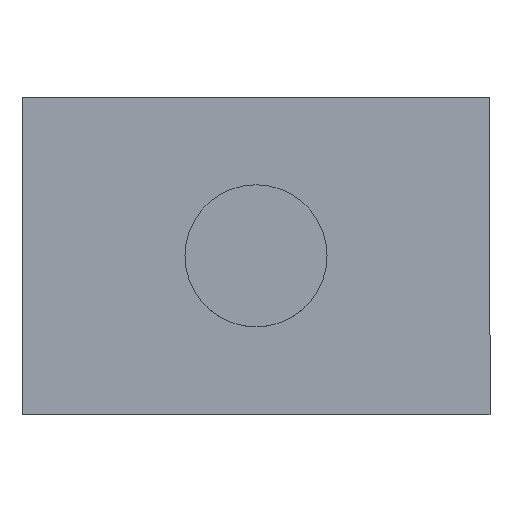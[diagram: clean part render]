
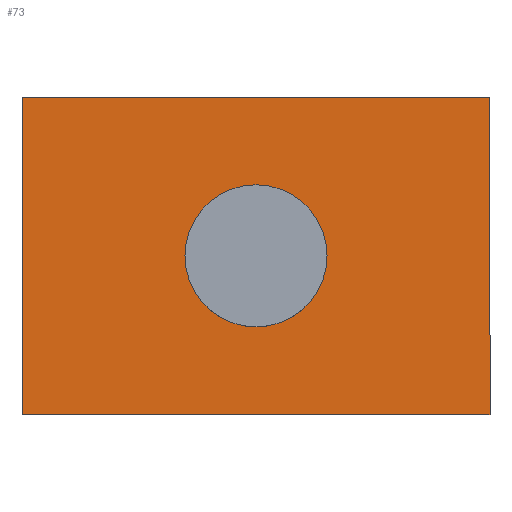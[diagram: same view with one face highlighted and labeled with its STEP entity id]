
A CAD part, top view. The second image highlights one B-rep face of the part: STEP entity #73.
In plain terms, the highlighted planar face has unit normal (0, 0, 1).
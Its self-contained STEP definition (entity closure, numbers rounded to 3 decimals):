
#1 = LINE ( 'NONE', #146, #377 ) ;
#3 = LINE ( 'NONE', #63, #107 ) ;
#12 = VERTEX_POINT ( 'NONE', #148 ) ;
#15 = EDGE_LOOP ( 'NONE', ( #372, #271, #77, #402 ) ) ;
#21 = EDGE_CURVE ( 'NONE', #195, #277, #86, .T. ) ;
#31 = VERTEX_POINT ( 'NONE', #57 ) ;
#44 = EDGE_CURVE ( 'NONE', #31, #12, #207, .T. ) ;
#54 = DIRECTION ( 'NONE',  ( 1., 0., 0. ) ) ;
#57 = CARTESIAN_POINT ( 'NONE',  ( -0.425, 0., 0.6 ) ) ;
#60 = VERTEX_POINT ( 'NONE', #358 ) ;
#61 = DIRECTION ( 'NONE',  ( 1., 0., 0. ) ) ;
#63 = CARTESIAN_POINT ( 'NONE',  ( -1.4, 0.95, 0.6 ) ) ;
#73 = ADVANCED_FACE ( 'NONE', ( #351, #229 ), #381, .T. ) ;
#77 = ORIENTED_EDGE ( 'NONE', *, *, #397, .T. ) ;
#81 = CARTESIAN_POINT ( 'NONE',  ( -1.4, -0.95, 0.6 ) ) ;
#85 = DIRECTION ( 'NONE',  ( 0., 1., 0. ) ) ;
#86 = LINE ( 'NONE', #81, #399 ) ;
#93 = DIRECTION ( 'NONE',  ( 1., 0., 0. ) ) ;
#96 = EDGE_LOOP ( 'NONE', ( #110, #407 ) ) ;
#98 = EDGE_CURVE ( 'NONE', #340, #60, #3, .T. ) ;
#107 = VECTOR ( 'NONE', #233, 1000. ) ;
#110 = ORIENTED_EDGE ( 'NONE', *, *, #44, .F. ) ;
#116 = CIRCLE ( 'NONE', #300, 0.425 ) ;
#122 = CARTESIAN_POINT ( 'NONE',  ( 0., 0., 0.6 ) ) ;
#146 = CARTESIAN_POINT ( 'NONE',  ( -1.4, 0.95, 0.6 ) ) ;
#148 = CARTESIAN_POINT ( 'NONE',  ( 0.425, 0., 0.6 ) ) ;
#157 = DIRECTION ( 'NONE',  ( 0., 0., 1. ) ) ;
#158 = DIRECTION ( 'NONE',  ( 0., 0., 1. ) ) ;
#167 = CARTESIAN_POINT ( 'NONE',  ( 1.4, 0.95, 0.6 ) ) ;
#181 = EDGE_CURVE ( 'NONE', #277, #340, #393, .T. ) ;
#188 = VECTOR ( 'NONE', #85, 1000. ) ;
#195 = VERTEX_POINT ( 'NONE', #413 ) ;
#201 = EDGE_CURVE ( 'NONE', #12, #31, #116, .T. ) ;
#207 = CIRCLE ( 'NONE', #315, 0.425 ) ;
#218 = DIRECTION ( 'NONE',  ( 0., -1., 0. ) ) ;
#229 = FACE_OUTER_BOUND ( 'NONE', #15, .T. ) ;
#233 = DIRECTION ( 'NONE',  ( -1., 0., 0. ) ) ;
#244 = CARTESIAN_POINT ( 'NONE',  ( 1.4, -0.95, 0.6 ) ) ;
#271 = ORIENTED_EDGE ( 'NONE', *, *, #98, .T. ) ;
#277 = VERTEX_POINT ( 'NONE', #244 ) ;
#289 = CARTESIAN_POINT ( 'NONE',  ( 0., 0., 0.6 ) ) ;
#290 = DIRECTION ( 'NONE',  ( 1., 0., 0. ) ) ;
#300 = AXIS2_PLACEMENT_3D ( 'NONE', #319, #158, #290 ) ;
#315 = AXIS2_PLACEMENT_3D ( 'NONE', #289, #388, #61 ) ;
#319 = CARTESIAN_POINT ( 'NONE',  ( 0., 0., 0.6 ) ) ;
#321 = CARTESIAN_POINT ( 'NONE',  ( 1.4, 0.95, 0.6 ) ) ;
#340 = VERTEX_POINT ( 'NONE', #167 ) ;
#351 = FACE_BOUND ( 'NONE', #96, .T. ) ;
#358 = CARTESIAN_POINT ( 'NONE',  ( -1.4, 0.95, 0.6 ) ) ;
#366 = AXIS2_PLACEMENT_3D ( 'NONE', #122, #157, #93 ) ;
#372 = ORIENTED_EDGE ( 'NONE', *, *, #181, .T. ) ;
#377 = VECTOR ( 'NONE', #218, 1000. ) ;
#381 = PLANE ( 'NONE',  #366 ) ;
#388 = DIRECTION ( 'NONE',  ( 0., 0., 1. ) ) ;
#393 = LINE ( 'NONE', #321, #188 ) ;
#397 = EDGE_CURVE ( 'NONE', #60, #195, #1, .T. ) ;
#399 = VECTOR ( 'NONE', #54, 1000. ) ;
#402 = ORIENTED_EDGE ( 'NONE', *, *, #21, .T. ) ;
#407 = ORIENTED_EDGE ( 'NONE', *, *, #201, .F. ) ;
#413 = CARTESIAN_POINT ( 'NONE',  ( -1.4, -0.95, 0.6 ) ) ;
